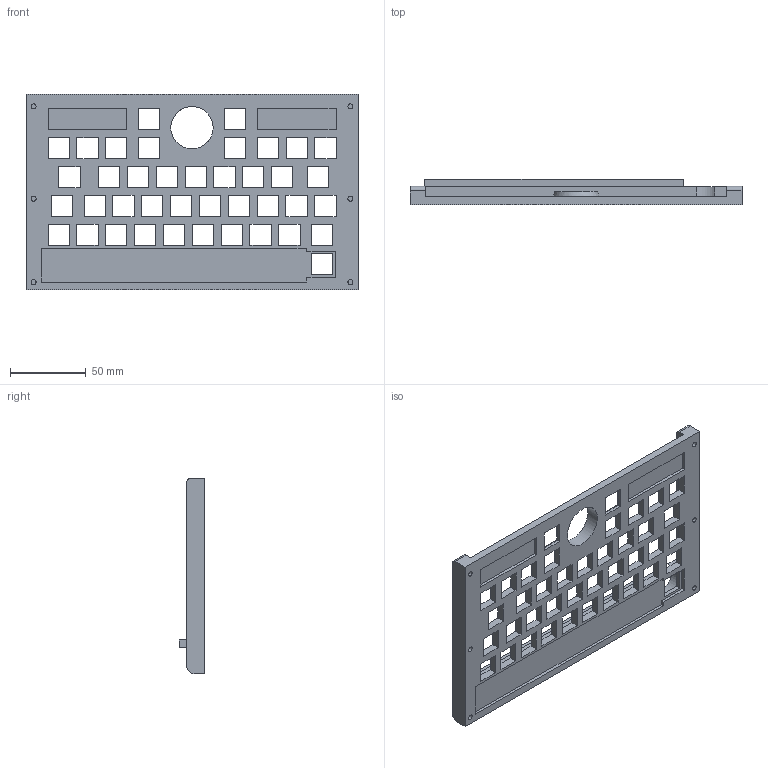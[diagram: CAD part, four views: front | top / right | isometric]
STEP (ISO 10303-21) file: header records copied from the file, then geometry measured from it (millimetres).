
FILE_DESCRIPTION(/* description */ (''),/* implementation_level */ '2;1');
FILE_NAME(/* name */ 'ckb_case_another v9.step',/* time_stamp */ '2024-03-09T12:45:18+09:00',/* author */ (''),/* organization */ (''),/* preprocessor_version */ 'ST-DEVELOPER v20',/* originating_system */ 'Autodesk Translation Framework v12.20.1.177',/* authorisation */ '');
FILE_SCHEMA (('AUTOMOTIVE_DESIGN { 1 0 10303 214 3 1 1 }'));
Length unit declared in the file: millimetre
Products named in the file (1): ckb_case_another
Bounding box: 219.22 x 17 x 128.98 mm (x, y, z)
Volume: 140765.5 mm3; surface area: 64839.2 mm2
Topology: 1 solids, 1 shells, 227 faces, 638 edges, 426 vertices
Faces by surface type: plane 215, cylinder 11, sphere 1
Full cylindrical faces by diameter (mm): 3.3 x6, 28 x1
Entity records: 7417 total; most frequent: CARTESIAN_POINT 1326, ORIENTED_EDGE 1276, DIRECTION 1114, EDGE_CURVE 638, LINE 614, VECTOR 614, VERTEX_POINT 426, EDGE_LOOP 322
